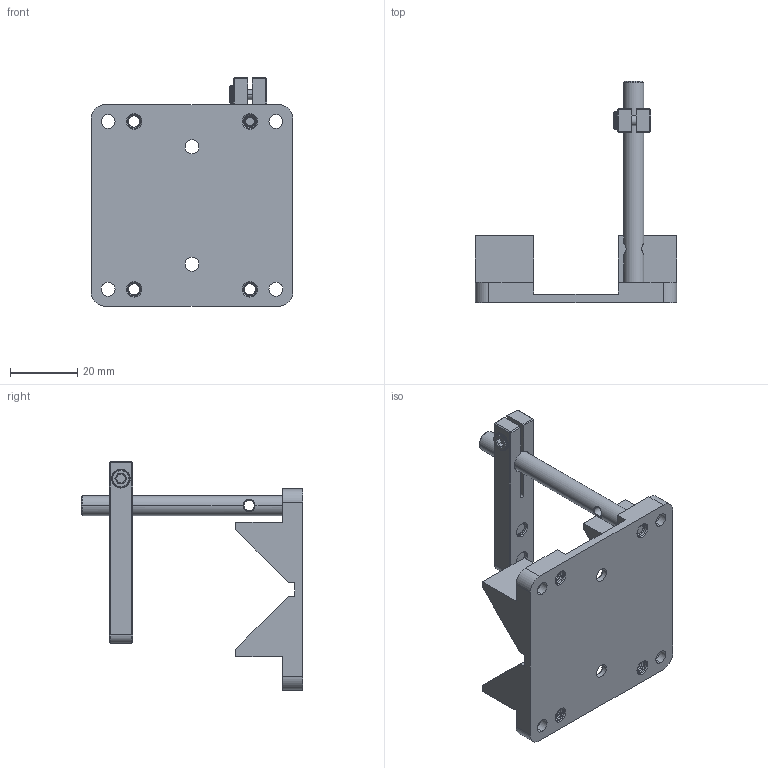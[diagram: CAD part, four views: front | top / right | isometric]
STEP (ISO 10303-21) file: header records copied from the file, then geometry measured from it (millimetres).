
FILE_DESCRIPTION((''),'2;1');
FILE_NAME('PRK1-A60_ASM','2020-10-31T',('Administrator'),(''),'CREO PARAMETRIC BY PTC INC, 2015290','CREO PARAMETRIC BY PTC INC, 2015290','');
FILE_SCHEMA(('CONFIG_CONTROL_DESIGN'));
Length unit declared in the file: millimetre
Products named in the file (7): MPV-60; PRK1-A65_A1; PRK6-AB; M3X8_HM; M4X8_HS; PRK1-A65_ASM; PRK1-A60_ASM
Assembly tree (7 placements, depth 3):
  PRK1-A60_ASM
    MPV-60
    PRK1-A65_ASM
      PRK1-A65_A1
      PRK6-AB
      M3X8_HM
      M4X8_HS  x2
Bounding box: 60 x 66 x 68 mm (x, y, z)
Volume: 28541.9 mm3; surface area: 16120.7 mm2
Topology: 6 solids, 6 shells, 879 faces, 2435 edges, 1573 vertices
Faces by surface type: plane 406, cylinder 325, bspline 78, cone 70
Entity records: 38441 total; most frequent: CARTESIAN_POINT 17460, ORIENTED_EDGE 4770, DIRECTION 3765, EDGE_CURVE 2385, VERTEX_POINT 1552, AXIS2_PLACEMENT_3D 1269, VECTOR 1227, LINE 1227
